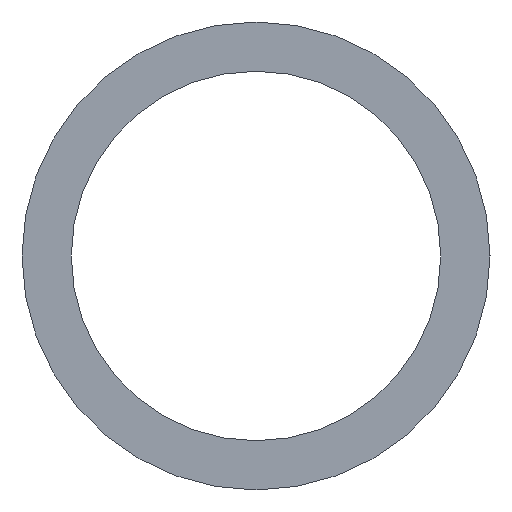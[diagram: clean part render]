
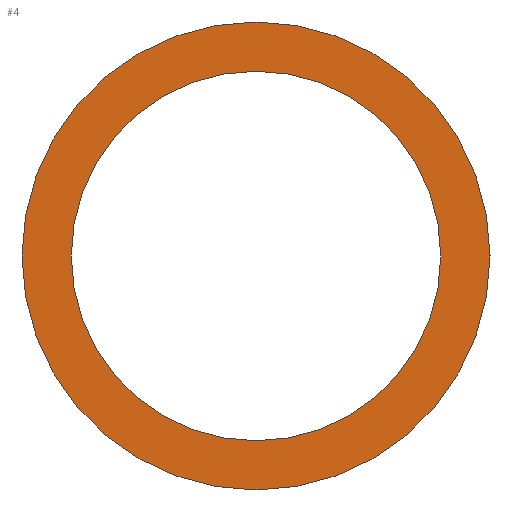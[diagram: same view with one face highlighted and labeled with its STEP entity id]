
A CAD part, left-side view. The second image highlights one B-rep face of the part: STEP entity #4.
In plain terms, the highlighted planar face has unit normal (-1, 0, 0).
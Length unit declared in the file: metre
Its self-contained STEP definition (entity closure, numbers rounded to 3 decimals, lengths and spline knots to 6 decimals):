
#4 = ADVANCED_FACE ( 'NONE', ( #96, #38 ), #161, .F. ) ;
#5 = CARTESIAN_POINT ( 'NONE',  ( 0.18, 0., -0.19 ) ) ;
#7 = DIRECTION ( 'NONE',  ( 1., 0., 0. ) ) ;
#11 = VERTEX_POINT ( 'NONE', #5 ) ;
#12 = ORIENTED_EDGE ( 'NONE', *, *, #82, .T. ) ;
#21 = CARTESIAN_POINT ( 'NONE',  ( 0.18, 0., -0.15 ) ) ;
#32 = DIRECTION ( 'NONE',  ( 0., 0., -1. ) ) ;
#38 = FACE_BOUND ( 'NONE', #57, .T. ) ;
#54 = ORIENTED_EDGE ( 'NONE', *, *, #68, .T. ) ;
#57 = EDGE_LOOP ( 'NONE', ( #12, #54 ) ) ;
#60 = CIRCLE ( 'NONE', #67, 0.19 ) ;
#67 = AXIS2_PLACEMENT_3D ( 'NONE', #102, #152, #168 ) ;
#68 = EDGE_CURVE ( 'NONE', #109, #110, #137, .T. ) ;
#71 = DIRECTION ( 'NONE',  ( 0., 0., -1. ) ) ;
#74 = CARTESIAN_POINT ( 'NONE',  ( 0.18, 0., 0.15 ) ) ;
#81 = CIRCLE ( 'NONE', #202, 0.19 ) ;
#82 = EDGE_CURVE ( 'NONE', #110, #109, #126, .T. ) ;
#96 = FACE_OUTER_BOUND ( 'NONE', #157, .T. ) ;
#98 = ORIENTED_EDGE ( 'NONE', *, *, #155, .F. ) ;
#102 = CARTESIAN_POINT ( 'NONE',  ( 0.18, 0., 0. ) ) ;
#109 = VERTEX_POINT ( 'NONE', #21 ) ;
#110 = VERTEX_POINT ( 'NONE', #74 ) ;
#111 = AXIS2_PLACEMENT_3D ( 'NONE', #197, #176, #199 ) ;
#119 = CARTESIAN_POINT ( 'NONE',  ( 0.18, 0., 0. ) ) ;
#121 = AXIS2_PLACEMENT_3D ( 'NONE', #190, #214, #144 ) ;
#126 = CIRCLE ( 'NONE', #205, 0.15 ) ;
#137 = CIRCLE ( 'NONE', #111, 0.15 ) ;
#144 = DIRECTION ( 'NONE',  ( 0., 0., -1. ) ) ;
#152 = DIRECTION ( 'NONE',  ( 1., 0., 0. ) ) ;
#155 = EDGE_CURVE ( 'NONE', #207, #11, #60, .T. ) ;
#157 = EDGE_LOOP ( 'NONE', ( #98, #163 ) ) ;
#161 = PLANE ( 'NONE',  #121 ) ;
#163 = ORIENTED_EDGE ( 'NONE', *, *, #169, .F. ) ;
#164 = DIRECTION ( 'NONE',  ( 1., 0., 0. ) ) ;
#168 = DIRECTION ( 'NONE',  ( 0., 0., -1. ) ) ;
#169 = EDGE_CURVE ( 'NONE', #11, #207, #81, .T. ) ;
#176 = DIRECTION ( 'NONE',  ( 1., 0., 0. ) ) ;
#190 = CARTESIAN_POINT ( 'NONE',  ( 0.18, 0., 0. ) ) ;
#194 = CARTESIAN_POINT ( 'NONE',  ( 0.18, 0., 0.19 ) ) ;
#197 = CARTESIAN_POINT ( 'NONE',  ( 0.18, 0., 0. ) ) ;
#199 = DIRECTION ( 'NONE',  ( 0., 0., -1. ) ) ;
#201 = CARTESIAN_POINT ( 'NONE',  ( 0.18, 0., 0. ) ) ;
#202 = AXIS2_PLACEMENT_3D ( 'NONE', #201, #7, #71 ) ;
#205 = AXIS2_PLACEMENT_3D ( 'NONE', #119, #164, #32 ) ;
#207 = VERTEX_POINT ( 'NONE', #194 ) ;
#214 = DIRECTION ( 'NONE',  ( 1., 0., 0. ) ) ;
